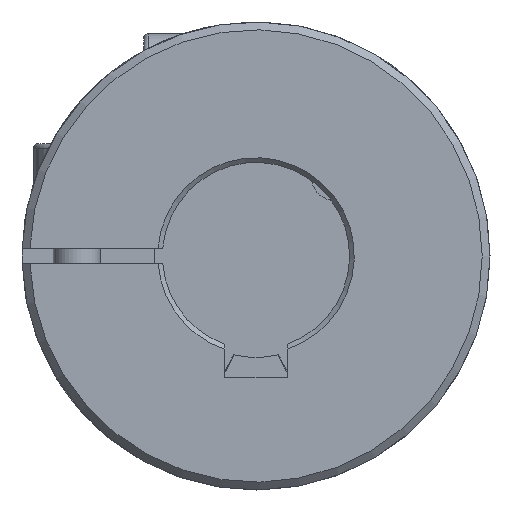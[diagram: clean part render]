
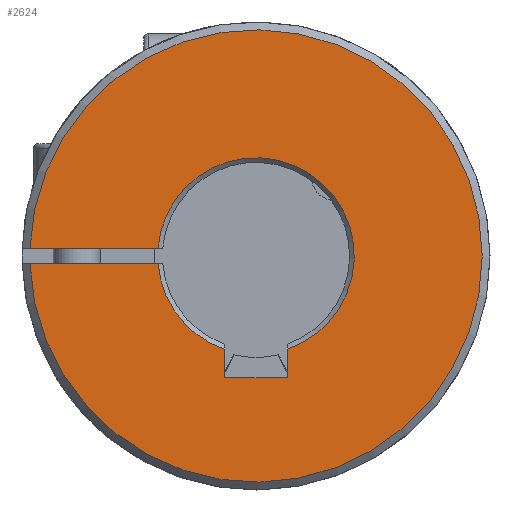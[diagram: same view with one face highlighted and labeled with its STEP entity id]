
A CAD part, left-side view. The second image highlights one B-rep face of the part: STEP entity #2624.
In plain terms, the highlighted planar face has unit normal (-1, 0, 0).
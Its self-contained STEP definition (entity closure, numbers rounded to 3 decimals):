
#35=PLANE('',#2747);
#95=LINE('',#3670,#223);
#96=LINE('',#3675,#224);
#97=LINE('',#3677,#225);
#98=LINE('',#3679,#226);
#99=LINE('',#3683,#227);
#223=VECTOR('',#3010,1000.);
#224=VECTOR('',#3013,1000.);
#225=VECTOR('',#3014,1000.);
#226=VECTOR('',#3015,1000.);
#227=VECTOR('',#3018,1000.);
#377=ORIENTED_EDGE('',*,*,#928,.T.);
#378=ORIENTED_EDGE('',*,*,#929,.T.);
#379=ORIENTED_EDGE('',*,*,#930,.T.);
#380=ORIENTED_EDGE('',*,*,#931,.T.);
#381=ORIENTED_EDGE('',*,*,#932,.T.);
#382=ORIENTED_EDGE('',*,*,#933,.T.);
#383=ORIENTED_EDGE('',*,*,#934,.T.);
#384=ORIENTED_EDGE('',*,*,#935,.F.);
#928=EDGE_CURVE('',#1204,#1205,#95,.T.);
#929=EDGE_CURVE('',#1205,#1206,#1383,.T.);
#930=EDGE_CURVE('',#1206,#1207,#96,.T.);
#931=EDGE_CURVE('',#1207,#1208,#97,.T.);
#932=EDGE_CURVE('',#1208,#1209,#98,.T.);
#933=EDGE_CURVE('',#1209,#1210,#1384,.T.);
#934=EDGE_CURVE('',#1210,#1211,#99,.T.);
#935=EDGE_CURVE('',#1204,#1211,#1385,.T.);
#1204=VERTEX_POINT('',#3671);
#1205=VERTEX_POINT('',#3672);
#1206=VERTEX_POINT('',#3674);
#1207=VERTEX_POINT('',#3676);
#1208=VERTEX_POINT('',#3678);
#1209=VERTEX_POINT('',#3680);
#1210=VERTEX_POINT('',#3682);
#1211=VERTEX_POINT('',#3684);
#1383=CIRCLE('',#2748,6.3);
#1384=CIRCLE('',#2749,6.3);
#1385=CIRCLE('',#2750,14.5);
#1513=EDGE_LOOP('',(#377,#378,#379,#380,#381,#382,#383,#384));
#1657=FACE_BOUND('',#1513,.T.);
#2624=ADVANCED_FACE('',(#1657),#35,.F.);
#2747=AXIS2_PLACEMENT_3D('',#3669,#3008,#3009);
#2748=AXIS2_PLACEMENT_3D('',#3673,#3011,#3012);
#2749=AXIS2_PLACEMENT_3D('',#3681,#3016,#3017);
#2750=AXIS2_PLACEMENT_3D('',#3685,#3019,#3020);
#3008=DIRECTION('',(1.,0.,0.));
#3009=DIRECTION('',(0.,0.,-1.));
#3010=DIRECTION('',(0.,-1.,0.));
#3011=DIRECTION('',(1.,0.,0.));
#3012=DIRECTION('',(0.,0.,-1.));
#3013=DIRECTION('',(0.,0.,-1.));
#3014=DIRECTION('',(0.,1.,0.));
#3015=DIRECTION('',(0.,0.,1.));
#3016=DIRECTION('',(1.,0.,0.));
#3017=DIRECTION('',(0.,0.,-1.));
#3018=DIRECTION('',(0.,1.,0.));
#3019=DIRECTION('',(1.,0.,0.));
#3020=DIRECTION('',(0.,0.,-1.));
#3669=CARTESIAN_POINT('',(0.,0.,0.));
#3670=CARTESIAN_POINT('',(0.,30.,0.5));
#3671=CARTESIAN_POINT('',(0.,14.491,0.5));
#3672=CARTESIAN_POINT('',(0.,6.28,0.5));
#3673=CARTESIAN_POINT('',(0.,0.,0.));
#3674=CARTESIAN_POINT('',(0.,-2.,-5.974));
#3675=CARTESIAN_POINT('',(0.,-2.,0.));
#3676=CARTESIAN_POINT('',(0.,-2.,-7.8));
#3677=CARTESIAN_POINT('',(0.,-2.,-7.8));
#3678=CARTESIAN_POINT('',(0.,2.,-7.8));
#3679=CARTESIAN_POINT('',(0.,2.,-7.8));
#3680=CARTESIAN_POINT('',(0.,2.,-5.974));
#3681=CARTESIAN_POINT('',(0.,0.,0.));
#3682=CARTESIAN_POINT('',(0.,6.28,-0.5));
#3683=CARTESIAN_POINT('',(0.,0.,-0.5));
#3684=CARTESIAN_POINT('',(0.,14.491,-0.5));
#3685=CARTESIAN_POINT('',(0.,0.,0.));
